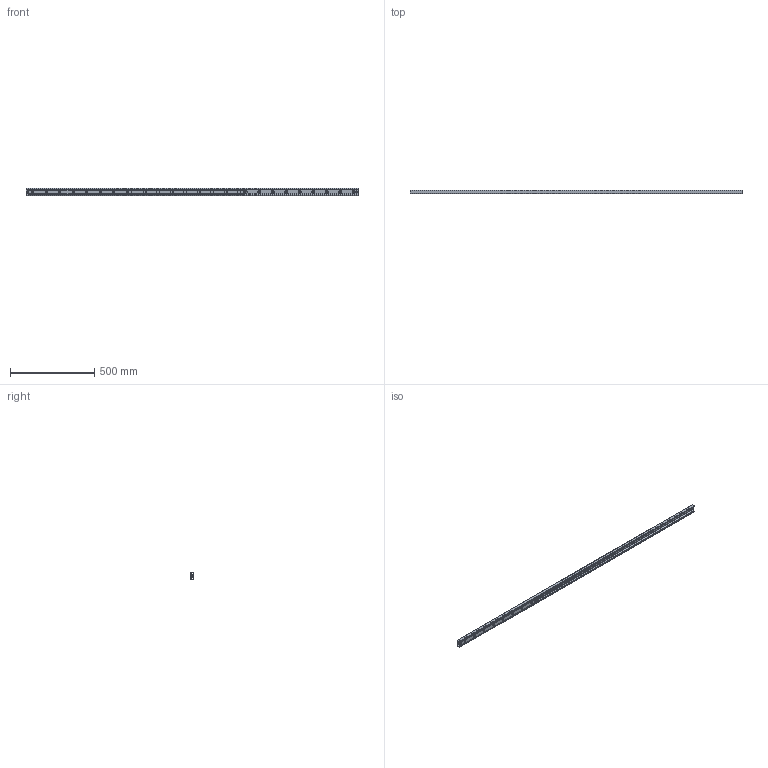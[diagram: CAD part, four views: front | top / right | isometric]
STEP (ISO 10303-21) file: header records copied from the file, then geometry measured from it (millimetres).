
FILE_DESCRIPTION((''),'2;1');
FILE_NAME('LCE 43-1970-0610.stp','2016-01-13T07:56:27',('MRathmann'),(''),'Autodesk Inventor 2012','Autodesk Inventor 2012','');
FILE_SCHEMA(('CONFIG_CONTROL_DESIGN'));
Length unit declared in the file: millimetre
Products named in the file (5): LCE 43-1970-0610.iam (Detailgenauigkeit1); # LCE 43-1970; LLO 43-0610; KF.LCE 43-1274.GZ; + SC M10x0,75x3,2
Assembly tree (5 placements, depth 2):
  LCE 43-1970-0610.iam (Detailgenauigkeit1)
    # LCE 43-1970
    LLO 43-0610
    KF.LCE 43-1274.GZ
    + SC M10x0,75x3,2  x2
Bounding box: 1970 x 22 x 43 mm (x, y, z)
Volume: 976048.3 mm3; surface area: 493953 mm2
Topology: 5 solids, 5 shells, 222 faces, 549 edges, 347 vertices
Faces by surface type: cylinder 98, plane 83, cone 35, torus 6
Full cylindrical faces by diameter (mm): 6.647 x8, 8.376 x2, 8.5 x25, 10 x2, 12 x2, 18 x16
Entity records: 6341 total; most frequent: CARTESIAN_POINT 1275, DIRECTION 1064, ORIENTED_EDGE 844, AXIS2_PLACEMENT_3D 439, EDGE_CURVE 422, EDGE_LOOP 408, VERTEX_POINT 318, CIRCLE 220
